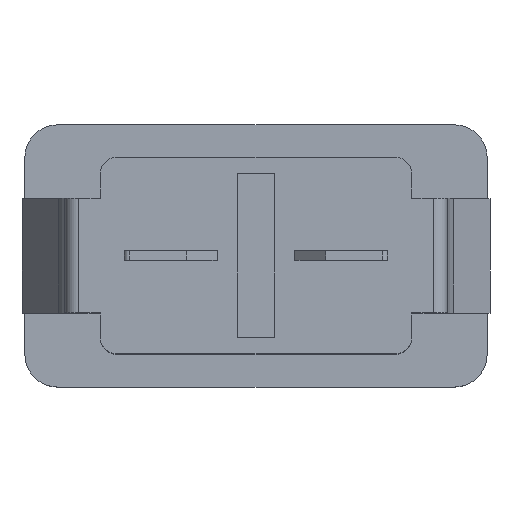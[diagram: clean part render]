
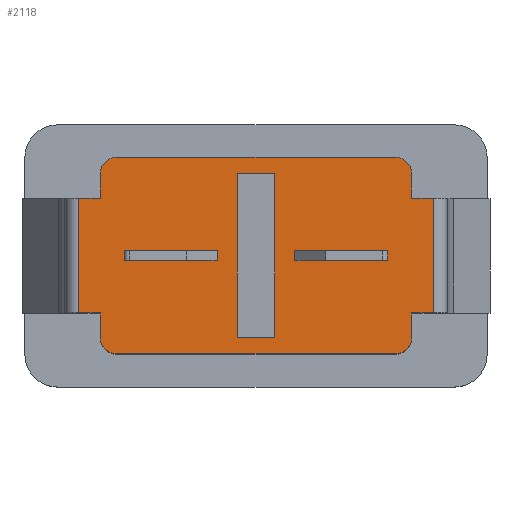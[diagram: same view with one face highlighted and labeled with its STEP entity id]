
A CAD part, top view. The second image highlights one B-rep face of the part: STEP entity #2118.
In plain terms, the highlighted planar face has unit normal (0, 0, 1).
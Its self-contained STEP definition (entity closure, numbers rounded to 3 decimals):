
#513=DIRECTION('',(0.,1.,0.));
#514=VECTOR('',#513,7.);
#515=CARTESIAN_POINT('',(-10.822,-3.5,12.5));
#516=LINE('',#515,#514);
#539=CARTESIAN_POINT('',(-8.5,-5.,12.5));
#540=DIRECTION('',(0.,0.,1.));
#541=DIRECTION('',(-1.,0.,0.));
#542=AXIS2_PLACEMENT_3D('',#539,#540,#541);
#544=DIRECTION('',(0.,-1.,0.));
#545=VECTOR('',#544,1.5);
#546=CARTESIAN_POINT('',(-9.5,-3.5,12.5));
#547=LINE('',#546,#545);
#548=DIRECTION('',(1.,0.,0.));
#549=VECTOR('',#548,1.322);
#550=CARTESIAN_POINT('',(-10.822,-3.5,12.5));
#551=LINE('',#550,#549);
#552=DIRECTION('',(-1.,0.,0.));
#553=VECTOR('',#552,1.322);
#554=CARTESIAN_POINT('',(-9.5,3.5,12.5));
#555=LINE('',#554,#553);
#556=DIRECTION('',(0.,-1.,0.));
#557=VECTOR('',#556,1.5);
#558=CARTESIAN_POINT('',(-9.5,5.,12.5));
#559=LINE('',#558,#557);
#560=CARTESIAN_POINT('',(-8.5,5.,12.5));
#561=DIRECTION('',(0.,0.,1.));
#562=DIRECTION('',(0.,1.,0.));
#563=AXIS2_PLACEMENT_3D('',#560,#561,#562);
#565=DIRECTION('',(-1.,0.,0.));
#566=VECTOR('',#565,17.);
#567=CARTESIAN_POINT('',(8.5,6.,12.5));
#568=LINE('',#567,#566);
#569=CARTESIAN_POINT('',(8.5,5.,12.5));
#570=DIRECTION('',(0.,0.,1.));
#571=DIRECTION('',(1.,0.,0.));
#572=AXIS2_PLACEMENT_3D('',#569,#570,#571);
#574=DIRECTION('',(0.,1.,0.));
#575=VECTOR('',#574,1.5);
#576=CARTESIAN_POINT('',(9.5,3.5,12.5));
#577=LINE('',#576,#575);
#578=DIRECTION('',(-1.,0.,0.));
#579=VECTOR('',#578,1.322);
#580=CARTESIAN_POINT('',(10.822,3.5,12.5));
#581=LINE('',#580,#579);
#582=DIRECTION('',(1.,0.,0.));
#583=VECTOR('',#582,1.322);
#584=CARTESIAN_POINT('',(9.5,-3.5,12.5));
#585=LINE('',#584,#583);
#586=DIRECTION('',(0.,1.,0.));
#587=VECTOR('',#586,1.5);
#588=CARTESIAN_POINT('',(9.5,-5.,12.5));
#589=LINE('',#588,#587);
#590=CARTESIAN_POINT('',(8.5,-5.,12.5));
#591=DIRECTION('',(0.,0.,1.));
#592=DIRECTION('',(0.,-1.,0.));
#593=AXIS2_PLACEMENT_3D('',#590,#591,#592);
#595=DIRECTION('',(1.,0.,0.));
#596=VECTOR('',#595,17.);
#597=CARTESIAN_POINT('',(-8.5,-6.,12.5));
#598=LINE('',#597,#596);
#599=DIRECTION('',(-1.,0.,0.));
#600=VECTOR('',#599,2.3);
#601=CARTESIAN_POINT('',(1.15,-5.,12.5));
#602=LINE('',#601,#600);
#603=DIRECTION('',(0.,-1.,0.));
#604=VECTOR('',#603,10.);
#605=CARTESIAN_POINT('',(1.15,5.,12.5));
#606=LINE('',#605,#604);
#607=DIRECTION('',(1.,0.,0.));
#608=VECTOR('',#607,2.3);
#609=CARTESIAN_POINT('',(-1.15,5.,12.5));
#610=LINE('',#609,#608);
#611=DIRECTION('',(0.,1.,0.));
#612=VECTOR('',#611,10.);
#613=CARTESIAN_POINT('',(-1.15,-5.,12.5));
#614=LINE('',#613,#612);
#719=DIRECTION('',(0.,-1.,0.));
#720=VECTOR('',#719,7.);
#721=CARTESIAN_POINT('',(10.822,3.5,12.5));
#722=LINE('',#721,#720);
#1007=CARTESIAN_POINT('',(-1.15,5.,12.5));
#1008=CARTESIAN_POINT('',(1.15,5.,12.5));
#1009=VERTEX_POINT('',#1007);
#1010=VERTEX_POINT('',#1008);
#1011=CARTESIAN_POINT('',(1.15,-5.,12.5));
#1012=VERTEX_POINT('',#1011);
#1013=CARTESIAN_POINT('',(-1.15,-5.,12.5));
#1014=VERTEX_POINT('',#1013);
#1095=CARTESIAN_POINT('',(-10.822,-3.5,12.5));
#1097=VERTEX_POINT('',#1095);
#1100=CARTESIAN_POINT('',(-10.822,3.5,12.5));
#1102=VERTEX_POINT('',#1100);
#1103=CARTESIAN_POINT('',(-9.5,3.5,12.5));
#1104=VERTEX_POINT('',#1103);
#1123=CARTESIAN_POINT('',(-9.5,-3.5,12.5));
#1124=VERTEX_POINT('',#1123);
#1153=CARTESIAN_POINT('',(9.5,3.5,12.5));
#1154=VERTEX_POINT('',#1153);
#1155=CARTESIAN_POINT('',(10.822,3.5,12.5));
#1156=VERTEX_POINT('',#1155);
#1171=CARTESIAN_POINT('',(9.5,-3.5,12.5));
#1172=VERTEX_POINT('',#1171);
#1173=CARTESIAN_POINT('',(10.822,-3.5,12.5));
#1174=VERTEX_POINT('',#1173);
#1187=CARTESIAN_POINT('',(-9.5,-5.,12.5));
#1188=CARTESIAN_POINT('',(-8.5,-6.,12.5));
#1189=VERTEX_POINT('',#1187);
#1190=VERTEX_POINT('',#1188);
#1191=CARTESIAN_POINT('',(8.5,-6.,12.5));
#1192=VERTEX_POINT('',#1191);
#1195=CARTESIAN_POINT('',(9.5,-5.,12.5));
#1196=VERTEX_POINT('',#1195);
#1197=CARTESIAN_POINT('',(9.5,5.,12.5));
#1198=VERTEX_POINT('',#1197);
#1199=CARTESIAN_POINT('',(8.5,6.,12.5));
#1200=VERTEX_POINT('',#1199);
#1201=CARTESIAN_POINT('',(-8.5,6.,12.5));
#1202=VERTEX_POINT('',#1201);
#1203=CARTESIAN_POINT('',(-9.5,5.,12.5));
#1204=VERTEX_POINT('',#1203);
#2075=CARTESIAN_POINT('',(-8.5,-5.,12.5));
#2076=DIRECTION('',(0.,0.,-1.));
#2077=DIRECTION('',(-1.,0.,0.));
#2078=AXIS2_PLACEMENT_3D('',#2075,#2076,#2077);
#2079=PLANE('',#2078);
#2080=ORIENTED_EDGE('',*,*,#1939,.F.);
#2081=ORIENTED_EDGE('',*,*,#1964,.F.);
#2082=ORIENTED_EDGE('',*,*,#2046,.F.);
#2083=ORIENTED_EDGE('',*,*,#2028,.T.);
#2084=ORIENTED_EDGE('',*,*,#2006,.F.);
#2085=ORIENTED_EDGE('',*,*,#1970,.F.);
#2087=ORIENTED_EDGE('',*,*,#2086,.F.);
#2089=ORIENTED_EDGE('',*,*,#2088,.F.);
#2091=ORIENTED_EDGE('',*,*,#2090,.F.);
#2093=ORIENTED_EDGE('',*,*,#2092,.F.);
#2095=ORIENTED_EDGE('',*,*,#2094,.F.);
#2097=ORIENTED_EDGE('',*,*,#2096,.T.);
#2099=ORIENTED_EDGE('',*,*,#2098,.F.);
#2101=ORIENTED_EDGE('',*,*,#2100,.F.);
#2103=ORIENTED_EDGE('',*,*,#2102,.F.);
#2105=ORIENTED_EDGE('',*,*,#2104,.F.);
#2106=EDGE_LOOP('',(#2080,#2081,#2082,#2083,#2084,#2085,#2087,#2089,#2091,#2093,
#2095,#2097,#2099,#2101,#2103,#2105));
#2107=FACE_OUTER_BOUND('',#2106,.F.);
#2109=ORIENTED_EDGE('',*,*,#2108,.F.);
#2111=ORIENTED_EDGE('',*,*,#2110,.F.);
#2113=ORIENTED_EDGE('',*,*,#2112,.F.);
#2115=ORIENTED_EDGE('',*,*,#2114,.F.);
#2116=EDGE_LOOP('',(#2109,#2111,#2113,#2115));
#2117=FACE_BOUND('',#2116,.F.);
#543=CIRCLE('',#542,1.);
#564=CIRCLE('',#563,1.);
#573=CIRCLE('',#572,1.);
#594=CIRCLE('',#593,1.);
#1939=EDGE_CURVE('',#1189,#1190,#543,.T.);
#1964=EDGE_CURVE('',#1124,#1189,#547,.T.);
#1970=EDGE_CURVE('',#1204,#1104,#559,.T.);
#2006=EDGE_CURVE('',#1104,#1102,#555,.T.);
#2028=EDGE_CURVE('',#1097,#1102,#516,.T.);
#2046=EDGE_CURVE('',#1097,#1124,#551,.T.);
#2086=EDGE_CURVE('',#1202,#1204,#564,.T.);
#2088=EDGE_CURVE('',#1200,#1202,#568,.T.);
#2090=EDGE_CURVE('',#1198,#1200,#573,.T.);
#2092=EDGE_CURVE('',#1154,#1198,#577,.T.);
#2094=EDGE_CURVE('',#1156,#1154,#581,.T.);
#2096=EDGE_CURVE('',#1156,#1174,#722,.T.);
#2098=EDGE_CURVE('',#1172,#1174,#585,.T.);
#2100=EDGE_CURVE('',#1196,#1172,#589,.T.);
#2102=EDGE_CURVE('',#1192,#1196,#594,.T.);
#2104=EDGE_CURVE('',#1190,#1192,#598,.T.);
#2108=EDGE_CURVE('',#1012,#1014,#602,.T.);
#2110=EDGE_CURVE('',#1010,#1012,#606,.T.);
#2112=EDGE_CURVE('',#1009,#1010,#610,.T.);
#2114=EDGE_CURVE('',#1014,#1009,#614,.T.);
#2118=ADVANCED_FACE('',(#2107,#2117),#2079,.F.);
